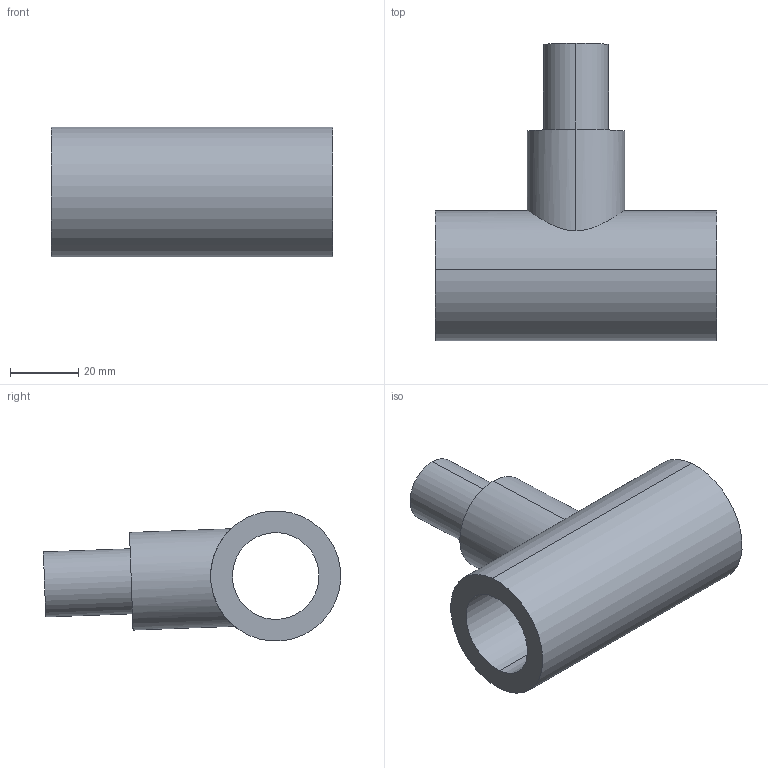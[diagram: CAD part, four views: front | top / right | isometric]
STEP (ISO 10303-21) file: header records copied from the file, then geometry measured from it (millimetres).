
FILE_DESCRIPTION (( 'STEP AP203' ), '1' );
FILE_NAME ('LeftToothbarActRod_Secondary.STEP', '2023-07-27T05:56:57', ( '' ), ( '' ), 'SwSTEP 2.0', 'SolidWorks 2021', '' );
FILE_SCHEMA (( 'CONFIG_CONTROL_DESIGN' ));
Length unit declared in the file: centimetre
Products named in the file (5): Part 8-1; Lift Arm _1_; LeftToothbarActRod_Secondary; Grapple Cylinder _1_; Grapple Rake _1_
Assembly tree (4 placements, depth 5):
  LeftToothbarActRod_Secondary
    Lift Arm _1_
      Grapple Rake _1_
        Grapple Cylinder _1_
          Part 8-1
Bounding box: 82.55 x 87.01 x 37.99 mm (x, y, z)
Volume: 75378.4 mm3; surface area: 21559 mm2
Topology: 1 solids, 1 shells, 12 faces, 24 edges, 16 vertices
Faces by surface type: cylinder 8, plane 4
Entity records: 965 total; most frequent: CARTESIAN_POINT 170, DIRECTION 80, ORIENTED_EDGE 48, PERSON_AND_ORGANIZATION 44, AXIS2_PLACEMENT_3D 36, LOCAL_TIME 33, DATE_AND_TIME 33, COORDINATED_UNIVERSAL_TIME_OFFSET 33
